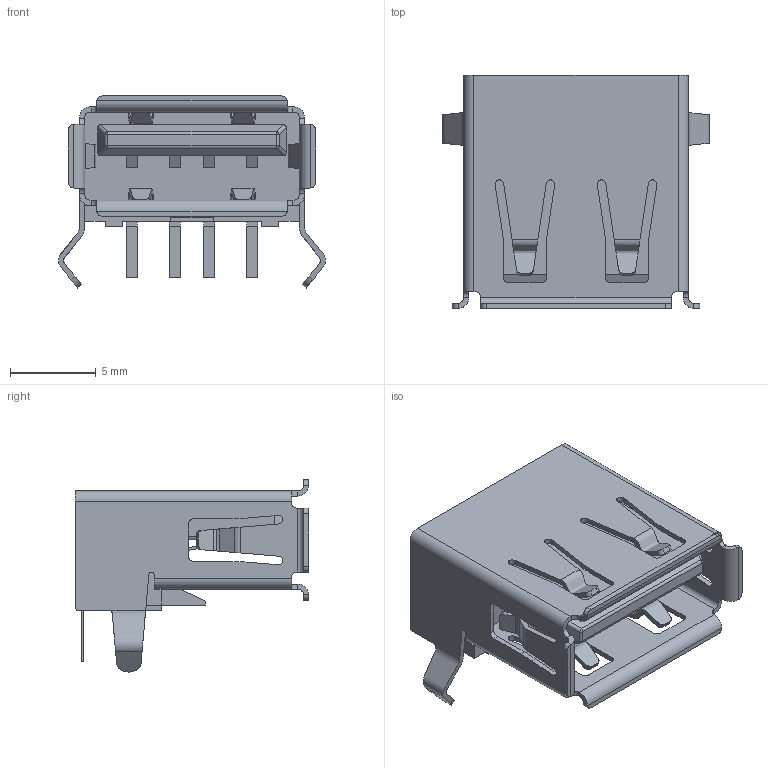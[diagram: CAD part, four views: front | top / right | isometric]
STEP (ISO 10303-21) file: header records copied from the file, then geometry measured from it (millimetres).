
FILE_DESCRIPTION (( 'STEP AP214' ), '1' );
FILE_NAME ('USB-A-TH_4P-L14.4-W13.6-H7.0-S2.71.step', '2022-07-15T08:17:34', ( '' ), ( '' ), 'SwSTEP 2.0', 'SolidWorks 2020', '' );
FILE_SCHEMA (( 'AUTOMOTIVE_DESIGN' ));
Length unit declared in the file: millimetre
Products named in the file (1): USB-A-TH_4P-L14.4-W13.6-H7.0-S2.71
Bounding box: 15.55 x 13.6 x 11.18 mm (x, y, z)
Volume: 586.2 mm3; surface area: 1619.5 mm2
Topology: 2 solids, 2 shells, 791 faces, 2126 edges, 1364 vertices
Faces by surface type: plane 483, cylinder 180, bspline 124, sphere 4
Entity records: 35376 total; most frequent: CARTESIAN_POINT 7706, ORIENTED_EDGE 4244, DIRECTION 3406, EDGE_CURVE 2122, LINE 1486, VECTOR 1486, VERTEX_POINT 1364, AXIS2_PLACEMENT_3D 960
